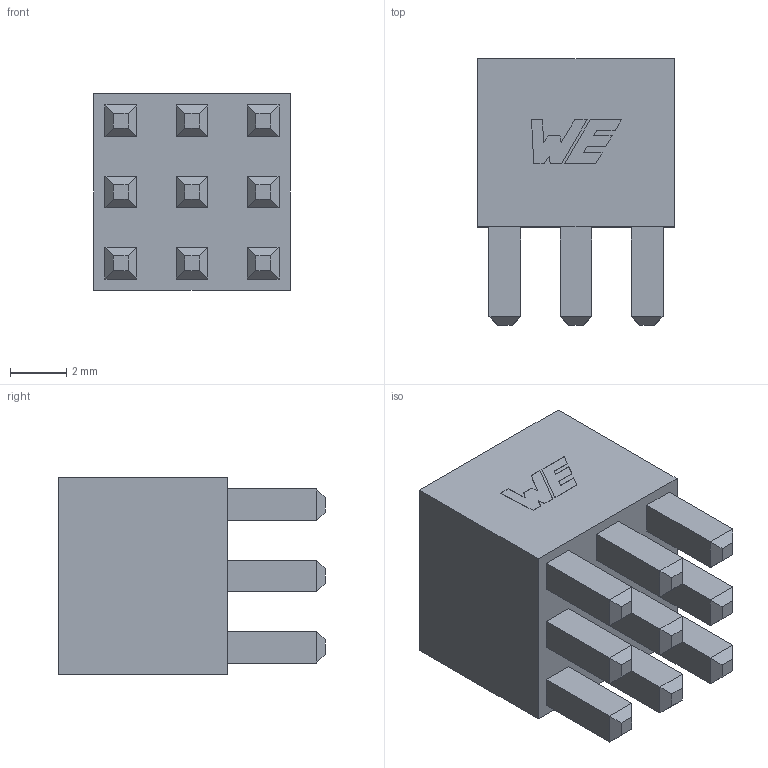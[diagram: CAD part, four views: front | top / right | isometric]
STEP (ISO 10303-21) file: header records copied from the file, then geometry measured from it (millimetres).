
FILE_DESCRIPTION (( 'STEP AP214' ), '1' );
FILE_NAME ('LF990103_66531.STEP', '2021-03-18T13:26:07', ( '' ), ( '' ), 'SwSTEP 2.0', 'SolidWorks 2018', '' );
FILE_SCHEMA (( 'AUTOMOTIVE_DESIGN' ));
Length unit declared in the file: millimetre
Products named in the file (1): LF990103_66531
Bounding box: 7 x 9.5 x 7 mm (x, y, z)
Volume: 309.1 mm3; surface area: 435.1 mm2
Topology: 1 solids, 1 shells, 120 faces, 281 edges, 173 vertices
Faces by surface type: plane 114, cone 4, cylinder 2
Entity records: 3353 total; most frequent: CARTESIAN_POINT 573, ORIENTED_EDGE 558, DIRECTION 527, EDGE_CURVE 279, LINE 273, VECTOR 273, VERTEX_POINT 173, EDGE_LOOP 132
